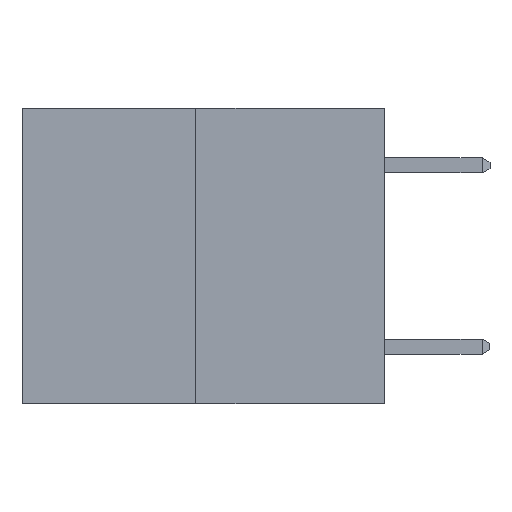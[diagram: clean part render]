
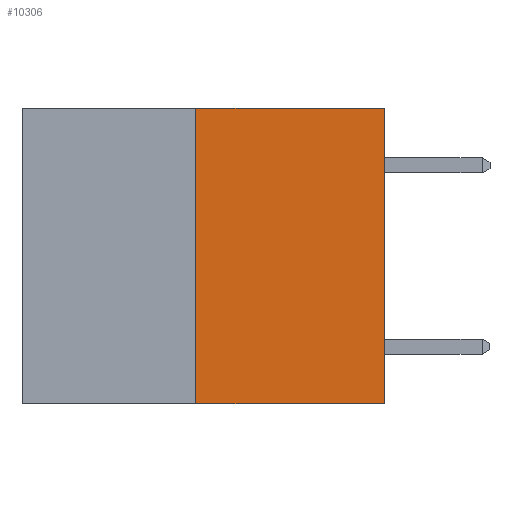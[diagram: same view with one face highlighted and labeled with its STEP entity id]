
A CAD part, left-side view. The second image highlights one B-rep face of the part: STEP entity #10306.
In plain terms, the highlighted planar face has unit normal (-1, 0, 0).
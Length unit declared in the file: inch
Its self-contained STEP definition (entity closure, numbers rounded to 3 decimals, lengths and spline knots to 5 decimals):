
#364 = EDGE_CURVE ( 'NONE', #10719, #4406, #13530, .T. ) ;
#1277 = CARTESIAN_POINT ( 'NONE',  ( 0., 0.6, 0. ) ) ;
#1435 = CARTESIAN_POINT ( 'NONE',  ( 0., 0.6, 0. ) ) ;
#1457 = CARTESIAN_POINT ( 'NONE',  ( 0., 0., 0. ) ) ;
#1748 = FACE_OUTER_BOUND ( 'NONE', #5249, .T. ) ;
#1994 = CARTESIAN_POINT ( 'NONE',  ( 0., 0.6, -0.49 ) ) ;
#3121 = VECTOR ( 'NONE', #9880, 39.37008 ) ;
#3490 = ORIENTED_EDGE ( 'NONE', *, *, #10614, .T. ) ;
#3928 = DIRECTION ( 'NONE',  ( 0., 0., 1. ) ) ;
#4406 = VERTEX_POINT ( 'NONE', #7635 ) ;
#4768 = EDGE_CURVE ( 'NONE', #4406, #13861, #7761, .T. ) ;
#5249 = EDGE_LOOP ( 'NONE', ( #9233, #3490, #10540, #14507 ) ) ;
#6713 = CARTESIAN_POINT ( 'NONE',  ( 0., 0., 0. ) ) ;
#7635 = CARTESIAN_POINT ( 'NONE',  ( 0., 0.312, 0. ) ) ;
#7761 = LINE ( 'NONE', #1277, #3121 ) ;
#8508 = CARTESIAN_POINT ( 'NONE',  ( 0., 0.312, -0.49 ) ) ;
#9233 = ORIENTED_EDGE ( 'NONE', *, *, #364, .F. ) ;
#9849 = VECTOR ( 'NONE', #9962, 39.37008 ) ;
#9880 = DIRECTION ( 'NONE',  ( 0., -1., 0. ) ) ;
#9962 = DIRECTION ( 'NONE',  ( 0., 0., 1. ) ) ;
#10082 = DIRECTION ( 'NONE',  ( 1., 0., 0. ) ) ;
#10306 = ADVANCED_FACE ( 'NONE', ( #1748 ), #13758, .F. ) ;
#10383 = VECTOR ( 'NONE', #14272, 39.37008 ) ;
#10540 = ORIENTED_EDGE ( 'NONE', *, *, #12299, .T. ) ;
#10614 = EDGE_CURVE ( 'NONE', #10719, #12697, #15187, .T. ) ;
#10719 = VERTEX_POINT ( 'NONE', #8508 ) ;
#11327 = DIRECTION ( 'NONE',  ( 0., 0., -1. ) ) ;
#11397 = AXIS2_PLACEMENT_3D ( 'NONE', #1435, #10082, #11327 ) ;
#11802 = VECTOR ( 'NONE', #3928, 39.37008 ) ;
#12198 = LINE ( 'NONE', #1457, #11802 ) ;
#12299 = EDGE_CURVE ( 'NONE', #12697, #13861, #12198, .T. ) ;
#12697 = VERTEX_POINT ( 'NONE', #13220 ) ;
#13220 = CARTESIAN_POINT ( 'NONE',  ( 0., 0., -0.49 ) ) ;
#13530 = LINE ( 'NONE', #14711, #9849 ) ;
#13758 = PLANE ( 'NONE',  #11397 ) ;
#13861 = VERTEX_POINT ( 'NONE', #6713 ) ;
#14272 = DIRECTION ( 'NONE',  ( 0., -1., 0. ) ) ;
#14507 = ORIENTED_EDGE ( 'NONE', *, *, #4768, .F. ) ;
#14711 = CARTESIAN_POINT ( 'NONE',  ( 0., 0.312, -0.49 ) ) ;
#15187 = LINE ( 'NONE', #1994, #10383 ) ;
